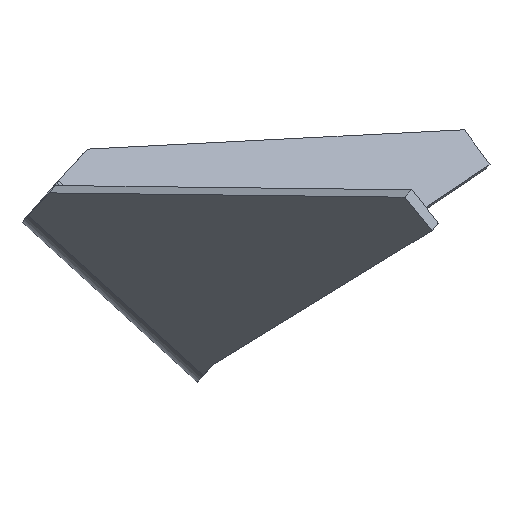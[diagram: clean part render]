
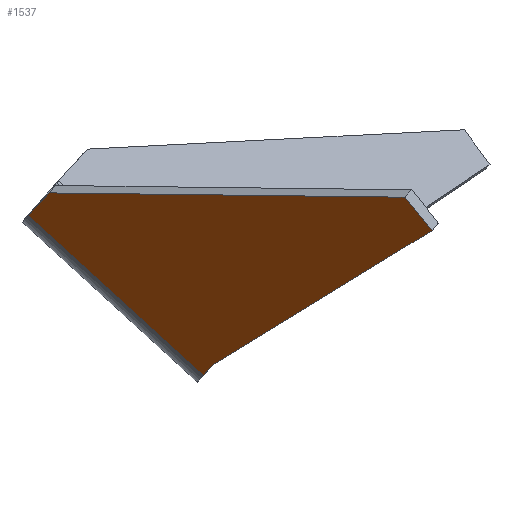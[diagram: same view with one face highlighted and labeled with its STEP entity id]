
A CAD part, left-side view. The second image highlights one B-rep face of the part: STEP entity #1537.
In plain terms, the highlighted planar face has unit normal (-0.725, 0.462, -0.51).
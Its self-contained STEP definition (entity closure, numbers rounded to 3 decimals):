
#284 = CYLINDRICAL_SURFACE('',#285,10.);
#285 = AXIS2_PLACEMENT_3D('',#286,#287,#288);
#286 = CARTESIAN_POINT('',(-44.205,51.799,
    21.256));
#287 = DIRECTION('',(0.004,-0.738,-0.674)
  );
#288 = DIRECTION('',(-0.725,0.462,-0.51));
#1339 = PLANE('',#1340);
#1340 = AXIS2_PLACEMENT_3D('',#1341,#1342,#1343);
#1341 = CARTESIAN_POINT('',(-51.784,-7.037,
    -35.962));
#1342 = DIRECTION('',(0.004,-0.738,-0.674
    ));
#1343 = DIRECTION('',(-0.688,-0.491,0.534));
#1367 = PLANE('',#1368);
#1368 = AXIS2_PLACEMENT_3D('',#1369,#1370,#1371);
#1369 = CARTESIAN_POINT('',(-94.647,-46.617,
    -10.866));
#1370 = DIRECTION('',(0.143,-0.624,-0.768));
#1371 = DIRECTION('',(-0.673,-0.63,0.386));
#1395 = PLANE('',#1396);
#1396 = AXIS2_PLACEMENT_3D('',#1397,#1398,#1399);
#1397 = CARTESIAN_POINT('',(-136.118,-79.76,
    18.082));
#1398 = DIRECTION('',(-0.673,-0.63,0.386));
#1399 = DIRECTION('',(-0.143,0.624,0.768));
#1423 = PLANE('',#1424);
#1424 = AXIS2_PLACEMENT_3D('',#1425,#1426,#1427);
#1425 = CARTESIAN_POINT('',(-98.509,-13.543,
    24.586));
#1426 = DIRECTION('',(-0.437,0.264,0.86));
#1427 = DIRECTION('',(0.532,0.847,0.01)
  );
#1449 = PLANE('',#1450);
#1450 = AXIS2_PLACEMENT_3D('',#1451,#1452,#1453);
#1451 = CARTESIAN_POINT('',(-54.737,51.631,
    21.378));
#1452 = DIRECTION('',(-0.004,0.738,0.674)
  );
#1453 = DIRECTION('',(0.688,0.491,-0.534));
#1465 = EDGE_CURVE('',#1466,#1468,#1470,.T.);
#1466 = VERTEX_POINT('',#1467);
#1467 = CARTESIAN_POINT('',(-51.133,-4.123,
    -39.149));
#1468 = VERTEX_POINT('',#1469);
#1469 = CARTESIAN_POINT('',(-56.062,-7.641,
    -35.326));
#1470 = SURFACE_CURVE('',#1471,(#1475,#1482),.PCURVE_S1.);
#1471 = LINE('',#1472,#1473);
#1472 = CARTESIAN_POINT('',(-51.133,-4.123,
    -39.149));
#1473 = VECTOR('',#1474,1.);
#1474 = DIRECTION('',(-0.688,-0.491,0.534));
#1475 = PCURVE('',#1339,#1476);
#1476 = DEFINITIONAL_REPRESENTATION('',(#1477),#1481);
#1477 = LINE('',#1478,#1479);
#1478 = CARTESIAN_POINT('',(-3.581,2.5));
#1479 = VECTOR('',#1480,1.);
#1480 = DIRECTION('',(1.,0.));
#1481 = ( GEOMETRIC_REPRESENTATION_CONTEXT(2) 
PARAMETRIC_REPRESENTATION_CONTEXT() REPRESENTATION_CONTEXT('2D SPACE',''
  ) );
#1482 = PCURVE('',#1483,#1488);
#1483 = PLANE('',#1484);
#1484 = AXIS2_PLACEMENT_3D('',#1485,#1486,#1487);
#1485 = CARTESIAN_POINT('',(-47.627,12.82,
    -28.787));
#1486 = DIRECTION('',(-0.725,0.462,-0.51));
#1487 = DIRECTION('',(0.004,-0.738,-0.674
    ));
#1488 = DEFINITIONAL_REPRESENTATION('',(#1489),#1493);
#1489 = LINE('',#1490,#1491);
#1490 = CARTESIAN_POINT('',(19.483,5.206));
#1491 = VECTOR('',#1492,1.);
#1492 = DIRECTION('',(0.,1.));
#1493 = ( GEOMETRIC_REPRESENTATION_CONTEXT(2) 
PARAMETRIC_REPRESENTATION_CONTEXT() REPRESENTATION_CONTEXT('2D SPACE',''
  ) );
#1537 = ADVANCED_FACE('',(#1538),#1483,.T.);
#1538 = FACE_BOUND('',#1539,.F.);
#1539 = EDGE_LOOP('',(#1540,#1541,#1586,#1609,#1632,#1655));
#1540 = ORIENTED_EDGE('',*,*,#1465,.F.);
#1541 = ORIENTED_EDGE('',*,*,#1542,.F.);
#1542 = EDGE_CURVE('',#1543,#1466,#1545,.T.);
#1543 = VERTEX_POINT('',#1544);
#1544 = CARTESIAN_POINT('',(-51.459,56.42,
    16.155));
#1545 = SURFACE_CURVE('',#1546,(#1550,#1557),.PCURVE_S1.);
#1546 = LINE('',#1547,#1548);
#1547 = CARTESIAN_POINT('',(-51.459,56.42,
    16.155));
#1548 = VECTOR('',#1549,1.);
#1549 = DIRECTION('',(0.004,-0.738,-0.674
    ));
#1550 = PCURVE('',#1483,#1551);
#1551 = DEFINITIONAL_REPRESENTATION('',(#1552),#1556);
#1552 = LINE('',#1553,#1554);
#1553 = CARTESIAN_POINT('',(-62.517,5.206));
#1554 = VECTOR('',#1555,1.);
#1555 = DIRECTION('',(1.,0.));
#1556 = ( GEOMETRIC_REPRESENTATION_CONTEXT(2) 
PARAMETRIC_REPRESENTATION_CONTEXT() REPRESENTATION_CONTEXT('2D SPACE',''
  ) );
#1557 = PCURVE('',#284,#1558);
#1558 = DEFINITIONAL_REPRESENTATION('',(#1559),#1585);
#1559 = B_SPLINE_CURVE_WITH_KNOTS('',3,(#1560,#1561,#1562,#1563,#1564,
    #1565,#1566,#1567,#1568,#1569,#1570,#1571,#1572,#1573,#1574,#1575,
    #1576,#1577,#1578,#1579,#1580,#1581,#1582,#1583,#1584),
  .UNSPECIFIED.,.F.,.F.,(4,1,1,1,1,1,1,1,1,1,1,1,1,1,1,1,1,1,1,1,1,1,4),
  (-0.,3.727,7.455,11.182,14.909,
    18.636,22.364,26.091,29.818,
    33.545,37.273,41.,44.727,
    48.455,52.182,55.909,59.636,
    63.364,67.091,70.818,74.545,
    78.273,82.),.QUASI_UNIFORM_KNOTS.);
#1560 = CARTESIAN_POINT('',(0.,0.));
#1561 = CARTESIAN_POINT('',(0.,1.242));
#1562 = CARTESIAN_POINT('',(0.,3.727));
#1563 = CARTESIAN_POINT('',(0.,7.455));
#1564 = CARTESIAN_POINT('',(0.,11.182));
#1565 = CARTESIAN_POINT('',(0.,14.909));
#1566 = CARTESIAN_POINT('',(0.,18.636));
#1567 = CARTESIAN_POINT('',(0.,22.364));
#1568 = CARTESIAN_POINT('',(0.,26.091));
#1569 = CARTESIAN_POINT('',(0.,29.818));
#1570 = CARTESIAN_POINT('',(0.,33.545));
#1571 = CARTESIAN_POINT('',(0.,37.273));
#1572 = CARTESIAN_POINT('',(0.,41.));
#1573 = CARTESIAN_POINT('',(0.,44.727));
#1574 = CARTESIAN_POINT('',(0.,48.455));
#1575 = CARTESIAN_POINT('',(0.,52.182));
#1576 = CARTESIAN_POINT('',(0.,55.909));
#1577 = CARTESIAN_POINT('',(0.,59.636));
#1578 = CARTESIAN_POINT('',(0.,63.364));
#1579 = CARTESIAN_POINT('',(0.,67.091));
#1580 = CARTESIAN_POINT('',(0.,70.818));
#1581 = CARTESIAN_POINT('',(0.,74.545));
#1582 = CARTESIAN_POINT('',(0.,78.273));
#1583 = CARTESIAN_POINT('',(0.,80.758));
#1584 = CARTESIAN_POINT('',(0.,82.));
#1585 = ( GEOMETRIC_REPRESENTATION_CONTEXT(2) 
PARAMETRIC_REPRESENTATION_CONTEXT() REPRESENTATION_CONTEXT('2D SPACE',''
  ) );
#1586 = ORIENTED_EDGE('',*,*,#1587,.F.);
#1587 = EDGE_CURVE('',#1588,#1543,#1590,.T.);
#1588 = VERTEX_POINT('',#1589);
#1589 = CARTESIAN_POINT('',(-61.642,49.152,
    24.051));
#1590 = SURFACE_CURVE('',#1591,(#1595,#1602),.PCURVE_S1.);
#1591 = LINE('',#1592,#1593);
#1592 = CARTESIAN_POINT('',(-61.642,49.152,
    24.051));
#1593 = VECTOR('',#1594,1.);
#1594 = DIRECTION('',(0.688,0.491,-0.534));
#1595 = PCURVE('',#1483,#1596);
#1596 = DEFINITIONAL_REPRESENTATION('',(#1597),#1601);
#1597 = LINE('',#1598,#1599);
#1598 = CARTESIAN_POINT('',(-62.517,20.));
#1599 = VECTOR('',#1600,1.);
#1600 = DIRECTION('',(0.,-1.));
#1601 = ( GEOMETRIC_REPRESENTATION_CONTEXT(2) 
PARAMETRIC_REPRESENTATION_CONTEXT() REPRESENTATION_CONTEXT('2D SPACE',''
  ) );
#1602 = PCURVE('',#1449,#1603);
#1603 = DEFINITIONAL_REPRESENTATION('',(#1604),#1608);
#1604 = LINE('',#1605,#1606);
#1605 = CARTESIAN_POINT('',(-7.397,2.5));
#1606 = VECTOR('',#1607,1.);
#1607 = DIRECTION('',(1.,0.));
#1608 = ( GEOMETRIC_REPRESENTATION_CONTEXT(2) 
PARAMETRIC_REPRESENTATION_CONTEXT() REPRESENTATION_CONTEXT('2D SPACE',''
  ) );
#1609 = ORIENTED_EDGE('',*,*,#1610,.T.);
#1610 = EDGE_CURVE('',#1588,#1611,#1613,.T.);
#1611 = VERTEX_POINT('',#1612);
#1612 = CARTESIAN_POINT('',(-139.004,-73.927,
    22.569));
#1613 = SURFACE_CURVE('',#1614,(#1618,#1625),.PCURVE_S1.);
#1614 = LINE('',#1615,#1616);
#1615 = CARTESIAN_POINT('',(-61.642,49.152,
    24.051));
#1616 = VECTOR('',#1617,1.);
#1617 = DIRECTION('',(-0.532,-0.847,
    -0.01));
#1618 = PCURVE('',#1483,#1619);
#1619 = DEFINITIONAL_REPRESENTATION('',(#1620),#1624);
#1620 = LINE('',#1621,#1622);
#1621 = CARTESIAN_POINT('',(-62.517,20.));
#1622 = VECTOR('',#1623,1.);
#1623 = DIRECTION('',(0.63,0.777));
#1624 = ( GEOMETRIC_REPRESENTATION_CONTEXT(2) 
PARAMETRIC_REPRESENTATION_CONTEXT() REPRESENTATION_CONTEXT('2D SPACE',''
  ) );
#1625 = PCURVE('',#1423,#1626);
#1626 = DEFINITIONAL_REPRESENTATION('',(#1627),#1631);
#1627 = LINE('',#1628,#1629);
#1628 = CARTESIAN_POINT('',(72.69,2.5));
#1629 = VECTOR('',#1630,1.);
#1630 = DIRECTION('',(-1.,0.));
#1631 = ( GEOMETRIC_REPRESENTATION_CONTEXT(2) 
PARAMETRIC_REPRESENTATION_CONTEXT() REPRESENTATION_CONTEXT('2D SPACE',''
  ) );
#1632 = ORIENTED_EDGE('',*,*,#1633,.T.);
#1633 = EDGE_CURVE('',#1611,#1634,#1636,.T.);
#1634 = VERTEX_POINT('',#1635);
#1635 = CARTESIAN_POINT('',(-136.859,-83.284,
    11.043));
#1636 = SURFACE_CURVE('',#1637,(#1641,#1648),.PCURVE_S1.);
#1637 = LINE('',#1638,#1639);
#1638 = CARTESIAN_POINT('',(-139.004,-73.927,
    22.569));
#1639 = VECTOR('',#1640,1.);
#1640 = DIRECTION('',(0.143,-0.624,-0.768));
#1641 = PCURVE('',#1483,#1642);
#1642 = DEFINITIONAL_REPRESENTATION('',(#1643),#1647);
#1643 = LINE('',#1644,#1645);
#1644 = CARTESIAN_POINT('',(29.047,132.923));
#1645 = VECTOR('',#1646,1.);
#1646 = DIRECTION('',(0.979,-0.202));
#1647 = ( GEOMETRIC_REPRESENTATION_CONTEXT(2) 
PARAMETRIC_REPRESENTATION_CONTEXT() REPRESENTATION_CONTEXT('2D SPACE',''
  ) );
#1648 = PCURVE('',#1395,#1649);
#1649 = DEFINITIONAL_REPRESENTATION('',(#1650),#1654);
#1650 = LINE('',#1651,#1652);
#1651 = CARTESIAN_POINT('',(7.5,2.5));
#1652 = VECTOR('',#1653,1.);
#1653 = DIRECTION('',(-1.,0.));
#1654 = ( GEOMETRIC_REPRESENTATION_CONTEXT(2) 
PARAMETRIC_REPRESENTATION_CONTEXT() REPRESENTATION_CONTEXT('2D SPACE',''
  ) );
#1655 = ORIENTED_EDGE('',*,*,#1656,.T.);
#1656 = EDGE_CURVE('',#1634,#1468,#1657,.T.);
#1657 = SURFACE_CURVE('',#1658,(#1662,#1669),.PCURVE_S1.);
#1658 = LINE('',#1659,#1660);
#1659 = CARTESIAN_POINT('',(-136.859,-83.284,
    11.043));
#1660 = VECTOR('',#1661,1.);
#1661 = DIRECTION('',(0.673,0.63,-0.386));
#1662 = PCURVE('',#1483,#1663);
#1663 = DEFINITIONAL_REPRESENTATION('',(#1664),#1668);
#1664 = LINE('',#1665,#1666);
#1665 = CARTESIAN_POINT('',(43.737,129.891));
#1666 = VECTOR('',#1667,1.);
#1667 = DIRECTION('',(-0.202,-0.979));
#1668 = ( GEOMETRIC_REPRESENTATION_CONTEXT(2) 
PARAMETRIC_REPRESENTATION_CONTEXT() REPRESENTATION_CONTEXT('2D SPACE',''
  ) );
#1669 = PCURVE('',#1367,#1670);
#1670 = DEFINITIONAL_REPRESENTATION('',(#1671),#1675);
#1671 = LINE('',#1672,#1673);
#1672 = CARTESIAN_POINT('',(60.,2.5));
#1673 = VECTOR('',#1674,1.);
#1674 = DIRECTION('',(-1.,0.));
#1675 = ( GEOMETRIC_REPRESENTATION_CONTEXT(2) 
PARAMETRIC_REPRESENTATION_CONTEXT() REPRESENTATION_CONTEXT('2D SPACE',''
  ) );
